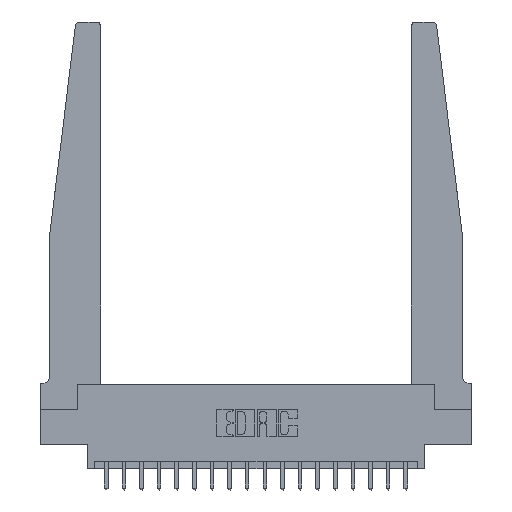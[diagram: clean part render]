
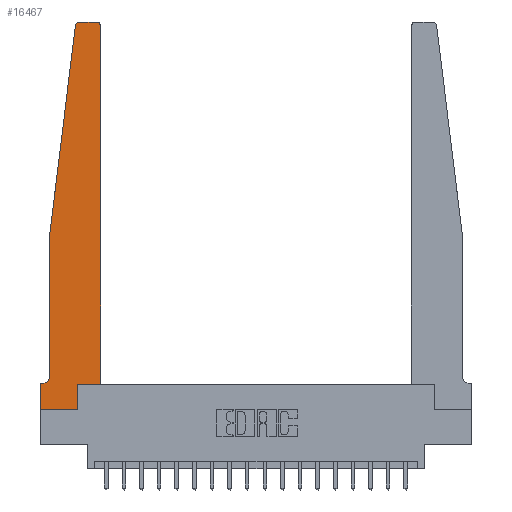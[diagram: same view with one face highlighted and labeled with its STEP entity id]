
A CAD part, top view. The second image highlights one B-rep face of the part: STEP entity #16467.
In plain terms, the highlighted planar face has unit normal (0, 0, 1).
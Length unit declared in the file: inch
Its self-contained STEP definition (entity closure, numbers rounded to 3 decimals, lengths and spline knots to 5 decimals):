
#145 = VERTEX_POINT ( 'NONE', #14101 ) ;
#220 = LINE ( 'NONE', #8048, #3898 ) ;
#665 = CARTESIAN_POINT ( 'NONE',  ( 0.015, 0.1875, 0.37 ) ) ;
#975 = VERTEX_POINT ( 'NONE', #3921 ) ;
#1054 = CARTESIAN_POINT ( 'NONE',  ( 0.425, 0.18, 0.37 ) ) ;
#1333 = EDGE_CURVE ( 'NONE', #17615, #975, #6797, .T. ) ;
#1978 = FACE_OUTER_BOUND ( 'NONE', #15613, .T. ) ;
#2191 = ORIENTED_EDGE ( 'NONE', *, *, #5103, .T. ) ;
#2201 = EDGE_CURVE ( 'NONE', #2870, #7442, #3823, .T. ) ;
#2308 = CARTESIAN_POINT ( 'NONE',  ( 0.425, 2.72, 0.37 ) ) ;
#2602 = CARTESIAN_POINT ( 'NONE',  ( 0.27653, 2.72, 0.37 ) ) ;
#2790 = EDGE_CURVE ( 'NONE', #6367, #5945, #12139, .T. ) ;
#2870 = VERTEX_POINT ( 'NONE', #8950 ) ;
#3246 = VECTOR ( 'NONE', #7389, 39.37008 ) ;
#3481 = CARTESIAN_POINT ( 'NONE',  ( 0., 0.1875, 0.37 ) ) ;
#3527 = LINE ( 'NONE', #11559, #13471 ) ;
#3620 = CARTESIAN_POINT ( 'NONE',  ( 0., 0.1875, 0.37 ) ) ;
#3685 = CARTESIAN_POINT ( 'NONE',  ( 0.065, 1.25, 0.37 ) ) ;
#3717 = LINE ( 'NONE', #9986, #3246 ) ;
#3823 = LINE ( 'NONE', #14818, #17011 ) ;
#3898 = VECTOR ( 'NONE', #11447, 39.37008 ) ;
#3921 = CARTESIAN_POINT ( 'NONE',  ( 0.425, 0.18, 0.37 ) ) ;
#4131 = DIRECTION ( 'NONE',  ( 0., 0., 1. ) ) ;
#4449 = VERTEX_POINT ( 'NONE', #3481 ) ;
#4738 = VECTOR ( 'NONE', #17323, 39.37008 ) ;
#4757 = VERTEX_POINT ( 'NONE', #15580 ) ;
#5103 = EDGE_CURVE ( 'NONE', #10463, #145, #9644, .T. ) ;
#5659 = DIRECTION ( 'NONE',  ( 0., 1., 0. ) ) ;
#5859 = AXIS2_PLACEMENT_3D ( 'NONE', #2602, #4131, #13790 ) ;
#5945 = VERTEX_POINT ( 'NONE', #3685 ) ;
#6216 = EDGE_CURVE ( 'NONE', #145, #4757, #14033, .T. ) ;
#6367 = VERTEX_POINT ( 'NONE', #7558 ) ;
#6413 = PLANE ( 'NONE',  #13428 ) ;
#6732 = DIRECTION ( 'NONE',  ( 1., 0., 0. ) ) ;
#6797 = LINE ( 'NONE', #11534, #14303 ) ;
#7323 = ORIENTED_EDGE ( 'NONE', *, *, #18108, .T. ) ;
#7389 = DIRECTION ( 'NONE',  ( 0., -1., 0. ) ) ;
#7442 = VERTEX_POINT ( 'NONE', #15074 ) ;
#7558 = CARTESIAN_POINT ( 'NONE',  ( 0.24675, 2.72367, 0.37 ) ) ;
#7770 = VERTEX_POINT ( 'NONE', #665 ) ;
#8048 = CARTESIAN_POINT ( 'NONE',  ( 0.065, 0.1875, 0.37 ) ) ;
#8132 = EDGE_CURVE ( 'NONE', #18109, #7770, #10071, .T. ) ;
#8555 = ORIENTED_EDGE ( 'NONE', *, *, #8577, .T. ) ;
#8577 = EDGE_CURVE ( 'NONE', #4449, #2870, #3717, .T. ) ;
#8950 = CARTESIAN_POINT ( 'NONE',  ( 0., 0., 0.37 ) ) ;
#9481 = DIRECTION ( 'NONE',  ( 0., 0., 1. ) ) ;
#9644 = CIRCLE ( 'NONE', #10950, 0.03 ) ;
#9797 = DIRECTION ( 'NONE',  ( 0., -1., 0. ) ) ;
#9986 = CARTESIAN_POINT ( 'NONE',  ( 0., 0., 0.37 ) ) ;
#10071 = CIRCLE ( 'NONE', #17951, 0.05 ) ;
#10364 = LINE ( 'NONE', #13654, #17036 ) ;
#10463 = VERTEX_POINT ( 'NONE', #2308 ) ;
#10950 = AXIS2_PLACEMENT_3D ( 'NONE', #12790, #17702, #6732 ) ;
#11447 = DIRECTION ( 'NONE',  ( -1., 0., 0. ) ) ;
#11534 = CARTESIAN_POINT ( 'NONE',  ( 0.425, 0.18, 0.37 ) ) ;
#11559 = CARTESIAN_POINT ( 'NONE',  ( 0.065, 1.25, 0.37 ) ) ;
#11741 = ORIENTED_EDGE ( 'NONE', *, *, #13242, .T. ) ;
#11841 = VECTOR ( 'NONE', #20247, 39.37008 ) ;
#12139 = LINE ( 'NONE', #18392, #11841 ) ;
#12790 = CARTESIAN_POINT ( 'NONE',  ( 0.395, 2.72, 0.37 ) ) ;
#13021 = CARTESIAN_POINT ( 'NONE',  ( 0.25, 2.75, 0.37 ) ) ;
#13242 = EDGE_CURVE ( 'NONE', #4757, #6367, #14697, .T. ) ;
#13303 = EDGE_CURVE ( 'NONE', #975, #10463, #19970, .T. ) ;
#13394 = DIRECTION ( 'NONE',  ( 0., 0., -1. ) ) ;
#13428 = AXIS2_PLACEMENT_3D ( 'NONE', #3620, #9481, #19153 ) ;
#13471 = VECTOR ( 'NONE', #9797, 39.37008 ) ;
#13654 = CARTESIAN_POINT ( 'NONE',  ( 0.2605, 0.18, 0.37 ) ) ;
#13790 = DIRECTION ( 'NONE',  ( 1., 0., 0. ) ) ;
#14033 = LINE ( 'NONE', #13021, #4738 ) ;
#14101 = CARTESIAN_POINT ( 'NONE',  ( 0.395, 2.75, 0.37 ) ) ;
#14303 = VECTOR ( 'NONE', #19533, 39.37008 ) ;
#14611 = CARTESIAN_POINT ( 'NONE',  ( 0.065, 0.2375, 0.37 ) ) ;
#14697 = CIRCLE ( 'NONE', #5859, 0.03 ) ;
#14818 = CARTESIAN_POINT ( 'NONE',  ( 0., 0., 0.37 ) ) ;
#14934 = ORIENTED_EDGE ( 'NONE', *, *, #8132, .T. ) ;
#15074 = CARTESIAN_POINT ( 'NONE',  ( 0.2605, 0., 0.37 ) ) ;
#15569 = ORIENTED_EDGE ( 'NONE', *, *, #6216, .T. ) ;
#15580 = CARTESIAN_POINT ( 'NONE',  ( 0.27653, 2.75, 0.37 ) ) ;
#15613 = EDGE_LOOP ( 'NONE', ( #15569, #11741, #18559, #7323, #14934, #16075, #8555, #18511, #16695, #19934, #18682, #2191 ) ) ;
#16075 = ORIENTED_EDGE ( 'NONE', *, *, #16417, .T. ) ;
#16417 = EDGE_CURVE ( 'NONE', #7770, #4449, #220, .T. ) ;
#16467 = ADVANCED_FACE ( 'NONE', ( #1978 ), #6413, .T. ) ;
#16695 = ORIENTED_EDGE ( 'NONE', *, *, #16932, .T. ) ;
#16932 = EDGE_CURVE ( 'NONE', #7442, #17615, #10364, .T. ) ;
#17011 = VECTOR ( 'NONE', #19862, 39.37008 ) ;
#17036 = VECTOR ( 'NONE', #5659, 39.37008 ) ;
#17323 = DIRECTION ( 'NONE',  ( -1., 0., 0. ) ) ;
#17615 = VERTEX_POINT ( 'NONE', #18562 ) ;
#17702 = DIRECTION ( 'NONE',  ( 0., 0., 1. ) ) ;
#17916 = DIRECTION ( 'NONE',  ( -1., 0., 0. ) ) ;
#17951 = AXIS2_PLACEMENT_3D ( 'NONE', #19776, #13394, #17916 ) ;
#18108 = EDGE_CURVE ( 'NONE', #5945, #18109, #3527, .T. ) ;
#18109 = VERTEX_POINT ( 'NONE', #14611 ) ;
#18321 = DIRECTION ( 'NONE',  ( 0., 1., 0. ) ) ;
#18392 = CARTESIAN_POINT ( 'NONE',  ( 0.065, 1.25, 0.37 ) ) ;
#18511 = ORIENTED_EDGE ( 'NONE', *, *, #2201, .T. ) ;
#18559 = ORIENTED_EDGE ( 'NONE', *, *, #2790, .T. ) ;
#18562 = CARTESIAN_POINT ( 'NONE',  ( 0.2605, 0.18, 0.37 ) ) ;
#18682 = ORIENTED_EDGE ( 'NONE', *, *, #13303, .T. ) ;
#19056 = VECTOR ( 'NONE', #18321, 39.37008 ) ;
#19153 = DIRECTION ( 'NONE',  ( 1., 0., 0. ) ) ;
#19533 = DIRECTION ( 'NONE',  ( 1., 0., 0. ) ) ;
#19776 = CARTESIAN_POINT ( 'NONE',  ( 0.015, 0.2375, 0.37 ) ) ;
#19862 = DIRECTION ( 'NONE',  ( 1., 0., 0. ) ) ;
#19934 = ORIENTED_EDGE ( 'NONE', *, *, #1333, .T. ) ;
#19970 = LINE ( 'NONE', #1054, #19056 ) ;
#20247 = DIRECTION ( 'NONE',  ( -0.122, -0.992, 0. ) ) ;
